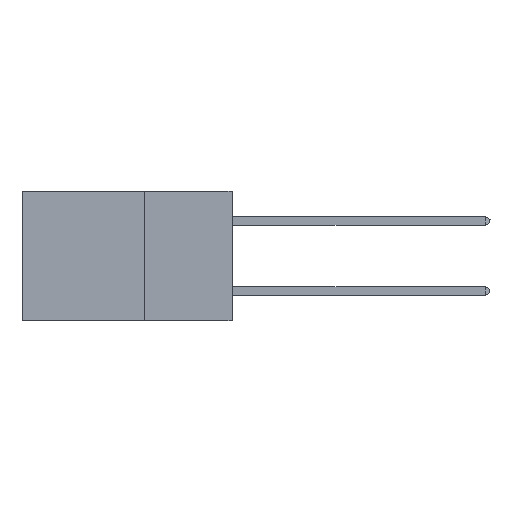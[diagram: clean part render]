
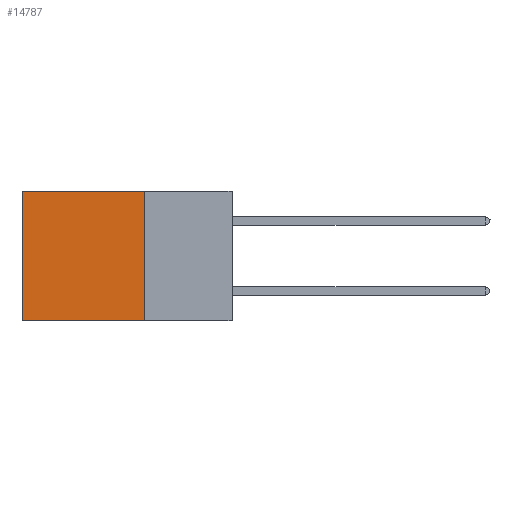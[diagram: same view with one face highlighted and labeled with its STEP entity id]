
A CAD part, left-side view. The second image highlights one B-rep face of the part: STEP entity #14787.
In plain terms, the highlighted planar face has unit normal (-1, 0, 0).
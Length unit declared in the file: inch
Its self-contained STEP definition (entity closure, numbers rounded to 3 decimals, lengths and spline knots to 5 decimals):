
#721 = CARTESIAN_POINT ( 'NONE',  ( 0.2875, 0.6, 0. ) ) ;
#1008 = EDGE_CURVE ( 'NONE', #33696, #23299, #2226, .T. ) ;
#1529 = ORIENTED_EDGE ( 'NONE', *, *, #1008, .F. ) ;
#2226 = LINE ( 'NONE', #14895, #4017 ) ;
#4017 = VECTOR ( 'NONE', #27566, 39.37008 ) ;
#4895 = CARTESIAN_POINT ( 'NONE',  ( 0.2875, 0.25, 0. ) ) ;
#5643 = EDGE_CURVE ( 'NONE', #36569, #26209, #19776, .T. ) ;
#6469 = EDGE_CURVE ( 'NONE', #33696, #36569, #30449, .T. ) ;
#6759 = EDGE_CURVE ( 'NONE', #23299, #26209, #29383, .T. ) ;
#7168 = CARTESIAN_POINT ( 'NONE',  ( 0.2875, 0.25, 0. ) ) ;
#7290 = DIRECTION ( 'NONE',  ( 0., 0., -1. ) ) ;
#9853 = CARTESIAN_POINT ( 'NONE',  ( 0.2875, 0.25, -0.37 ) ) ;
#12540 = DIRECTION ( 'NONE',  ( 1., 0., 0. ) ) ;
#13842 = DIRECTION ( 'NONE',  ( 0., 1., 0. ) ) ;
#14787 = ADVANCED_FACE ( 'NONE', ( #28329 ), #16065, .F. ) ;
#14895 = CARTESIAN_POINT ( 'NONE',  ( 0.2875, 0.25, 0. ) ) ;
#14988 = ORIENTED_EDGE ( 'NONE', *, *, #6469, .T. ) ;
#16065 = PLANE ( 'NONE',  #23427 ) ;
#19181 = DIRECTION ( 'NONE',  ( 0., 0., -1. ) ) ;
#19776 = LINE ( 'NONE', #20183, #21949 ) ;
#20183 = CARTESIAN_POINT ( 'NONE',  ( 0.2875, 0.6, 0. ) ) ;
#21949 = VECTOR ( 'NONE', #7290, 39.37008 ) ;
#23299 = VERTEX_POINT ( 'NONE', #25375 ) ;
#23427 = AXIS2_PLACEMENT_3D ( 'NONE', #40774, #12540, #19181 ) ;
#23999 = VECTOR ( 'NONE', #13842, 39.37008 ) ;
#25348 = VECTOR ( 'NONE', #31865, 39.37008 ) ;
#25375 = CARTESIAN_POINT ( 'NONE',  ( 0.2875, 0.25, -0.37 ) ) ;
#26209 = VERTEX_POINT ( 'NONE', #38634 ) ;
#27566 = DIRECTION ( 'NONE',  ( 0., 0., -1. ) ) ;
#28329 = FACE_OUTER_BOUND ( 'NONE', #28989, .T. ) ;
#28989 = EDGE_LOOP ( 'NONE', ( #38757, #36160, #1529, #14988 ) ) ;
#29383 = LINE ( 'NONE', #9853, #25348 ) ;
#30449 = LINE ( 'NONE', #4895, #23999 ) ;
#31865 = DIRECTION ( 'NONE',  ( 0., 1., 0. ) ) ;
#33696 = VERTEX_POINT ( 'NONE', #7168 ) ;
#36160 = ORIENTED_EDGE ( 'NONE', *, *, #6759, .F. ) ;
#36569 = VERTEX_POINT ( 'NONE', #721 ) ;
#38634 = CARTESIAN_POINT ( 'NONE',  ( 0.2875, 0.6, -0.37 ) ) ;
#38757 = ORIENTED_EDGE ( 'NONE', *, *, #5643, .T. ) ;
#40774 = CARTESIAN_POINT ( 'NONE',  ( 0.2875, 0.25, 0. ) ) ;
